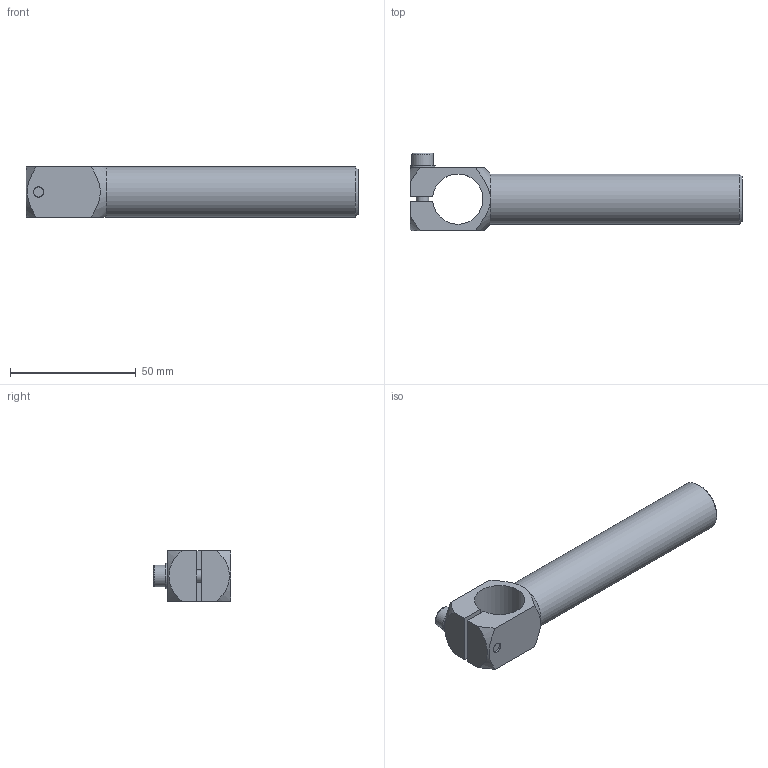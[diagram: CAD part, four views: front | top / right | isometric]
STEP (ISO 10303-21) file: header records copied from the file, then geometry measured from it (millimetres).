
FILE_DESCRIPTION((''),'2;1');
FILE_NAME('1-320-24-00-0 WKA 20-20-100.stp','2008-01-16T16:36:37',('Wilberg'),(''),'Autodesk Inventor 11','Autodesk Inventor 11','');
FILE_SCHEMA(('AUTOMOTIVE_DESIGN { 1 0 10303 214 1 1 1 1 }'));
Length unit declared in the file: millimetre
Products named in the file (4): 1-320-24-00-0 WKA 20-20-100; 1-320-24-01-0 WKA 20-20-100; BMU-493-006; ISO 4762-M5x25
Assembly tree (3 placements, depth 2):
  1-320-24-00-0 WKA 20-20-100
    1-320-24-01-0 WKA 20-20-100
    BMU-493-006
    ISO 4762-M5x25
Bounding box: 132 x 30.7 x 20 mm (x, y, z)
Volume: 21185.3 mm3; surface area: 16626.8 mm2
Topology: 3 solids, 3 shells, 41 faces, 94 edges, 61 vertices
Faces by surface type: plane 21, cone 8, cylinder 7, bspline 5
Full cylindrical faces by diameter (mm): 5 x2, 6.4 x1, 8.5 x1, 10 x1, 20 x1
Entity records: 1229 total; most frequent: CARTESIAN_POINT 324, DIRECTION 168, ORIENTED_EDGE 146, EDGE_CURVE 73, AXIS2_PLACEMENT_3D 70, EDGE_LOOP 64, VERTEX_POINT 55, FACE_OUTER_BOUND 41
